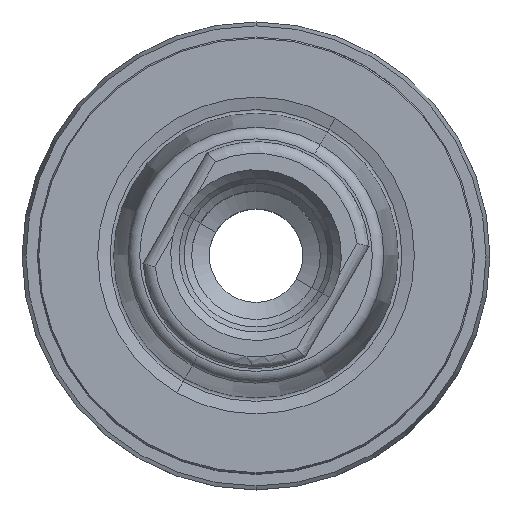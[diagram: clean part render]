
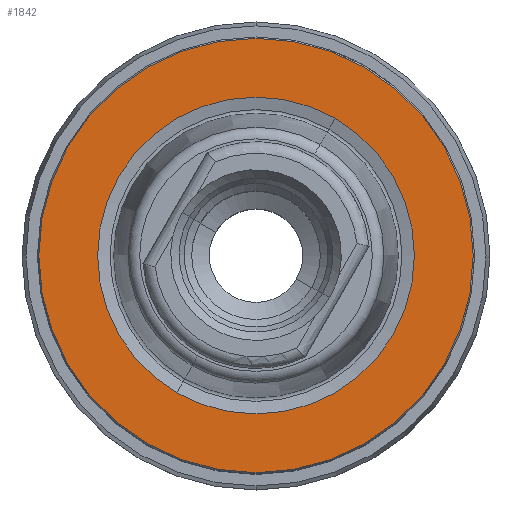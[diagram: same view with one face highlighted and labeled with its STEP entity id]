
A CAD part, top view. The second image highlights one B-rep face of the part: STEP entity #1842.
In plain terms, the highlighted planar face has unit normal (0, 0, 1).
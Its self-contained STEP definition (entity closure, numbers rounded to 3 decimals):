
#703=CARTESIAN_POINT('',(0.,0.,0.));
#704=DIRECTION('',(0.,0.,-1.));
#705=DIRECTION('',(-0.5,-0.866,0.));
#706=AXIS2_PLACEMENT_3D('',#703,#704,#705);
#725=CARTESIAN_POINT('',(0.,0.,0.));
#726=DIRECTION('',(0.,0.,1.));
#727=DIRECTION('',(-0.5,-0.866,0.));
#728=AXIS2_PLACEMENT_3D('',#725,#726,#727);
#733=CARTESIAN_POINT('',(0.,0.,0.));
#734=DIRECTION('',(0.,0.,-1.));
#735=DIRECTION('',(0.,1.,0.));
#736=AXIS2_PLACEMENT_3D('',#733,#734,#735);
#741=CARTESIAN_POINT('',(0.,0.,0.));
#742=DIRECTION('',(0.,0.,-1.));
#743=DIRECTION('',(0.,-1.,0.));
#744=AXIS2_PLACEMENT_3D('',#741,#742,#743);
#1101=CARTESIAN_POINT('',(-3.388,-5.868,0.));
#1103=VERTEX_POINT('',#1101);
#1111=CARTESIAN_POINT('',(3.388,5.868,0.));
#1113=VERTEX_POINT('',#1111);
#1215=CARTESIAN_POINT('',(0.,9.292,0.));
#1216=VERTEX_POINT('',#1215);
#1217=CARTESIAN_POINT('',(0.,-9.292,0.));
#1218=VERTEX_POINT('',#1217);
#1827=CARTESIAN_POINT('',(0.,0.,0.));
#1828=DIRECTION('',(0.,0.,-1.));
#1829=DIRECTION('',(0.5,0.866,0.));
#1830=AXIS2_PLACEMENT_3D('',#1827,#1828,#1829);
#1831=PLANE('',#1830);
#1833=ORIENTED_EDGE('',*,*,#1832,.T.);
#1835=ORIENTED_EDGE('',*,*,#1834,.T.);
#1836=EDGE_LOOP('',(#1833,#1835));
#1837=FACE_OUTER_BOUND('',#1836,.F.);
#1838=ORIENTED_EDGE('',*,*,#1806,.F.);
#1839=ORIENTED_EDGE('',*,*,#1822,.T.);
#1840=EDGE_LOOP('',(#1838,#1839));
#1841=FACE_BOUND('',#1840,.F.);
#707=CIRCLE('',#706,6.776);
#729=CIRCLE('',#728,6.776);
#737=CIRCLE('',#736,9.292);
#745=CIRCLE('',#744,9.292);
#1806=EDGE_CURVE('',#1103,#1113,#707,.T.);
#1822=EDGE_CURVE('',#1103,#1113,#729,.T.);
#1832=EDGE_CURVE('',#1216,#1218,#737,.T.);
#1834=EDGE_CURVE('',#1218,#1216,#745,.T.);
#1842=ADVANCED_FACE('',(#1837,#1841),#1831,.F.);
